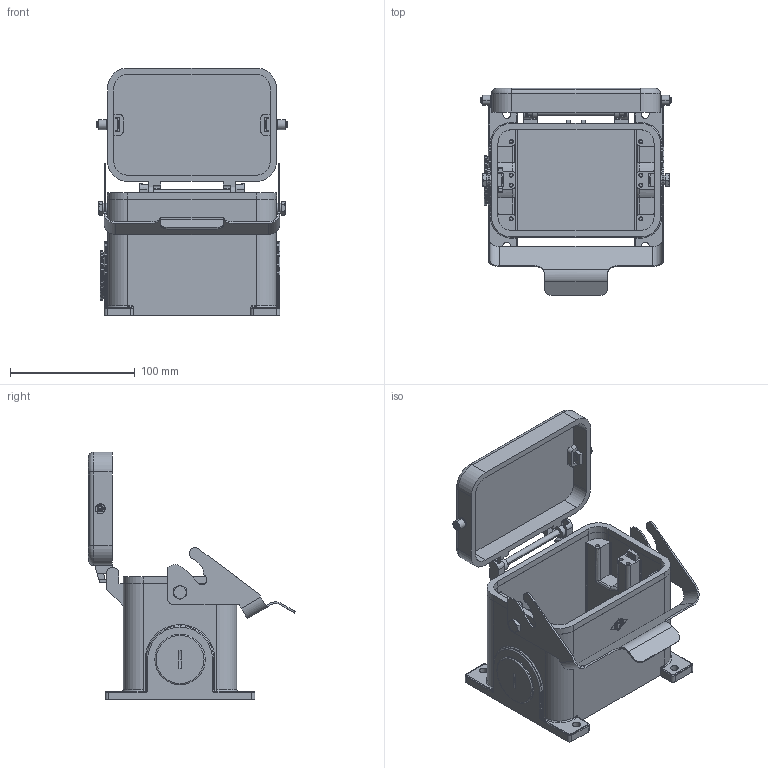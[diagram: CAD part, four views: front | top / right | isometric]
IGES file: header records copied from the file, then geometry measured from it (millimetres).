
Global section: file name: No Iges File Name specified; native system: AutoDesk Inventor R6.1; preprocessor: AutoDesk Inventor Iges Exporter R6.1; author: No Author specified; organization: No Organization specified; date: 20070102.154302; units: millimetre
Bounding box: 153.5 x 166.2 x 199 mm (x, y, z)
Volume: 488082.4 mm3; surface area: 177530.5 mm2
Topology: 8 solids, 8 shells, 813 faces, 2114 edges, 1356 vertices
Faces by surface type: bspline 252, plane 202, revolution 149, cylinder 146, torus 48, cone 16
